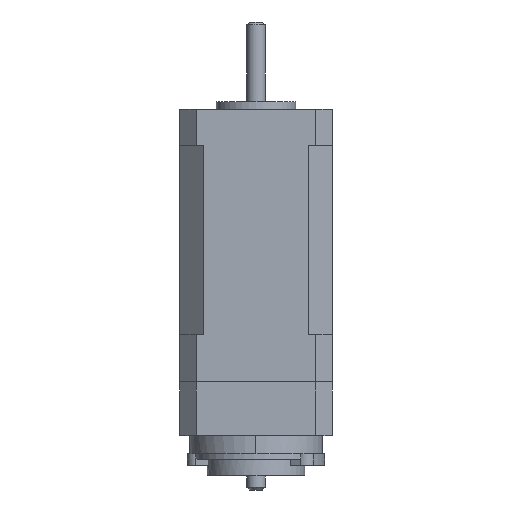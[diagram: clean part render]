
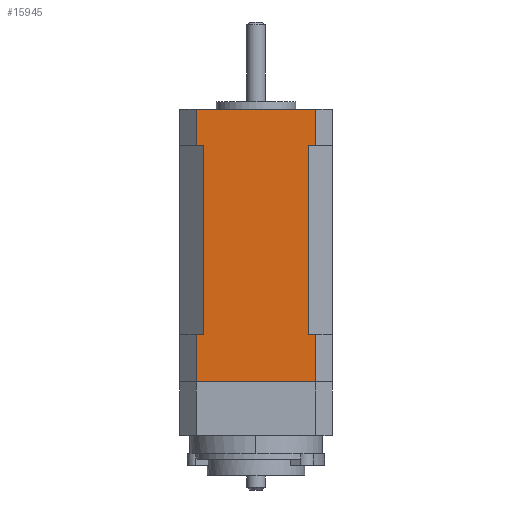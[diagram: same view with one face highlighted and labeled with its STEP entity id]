
A CAD part, front view. The second image highlights one B-rep face of the part: STEP entity #15945.
In plain terms, the highlighted planar face has unit normal (0, -1, 0).
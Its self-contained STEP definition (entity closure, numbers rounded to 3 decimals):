
#117 = EDGE_CURVE ( 'NONE', #884, #9034, #3681, .T. ) ;
#165 = LINE ( 'NONE', #10710, #15816 ) ;
#234 = DIRECTION ( 'NONE',  ( 0., 0., 1. ) ) ;
#359 = VECTOR ( 'NONE', #9496, 1000. ) ;
#583 = EDGE_CURVE ( 'NONE', #3220, #14889, #7650, .T. ) ;
#884 = VERTEX_POINT ( 'NONE', #14174 ) ;
#931 = CARTESIAN_POINT ( 'NONE',  ( -16.5, -21., -62.1 ) ) ;
#946 = VECTOR ( 'NONE', #9857, 1000. ) ;
#991 = LINE ( 'NONE', #3899, #14682 ) ;
#1469 = DIRECTION ( 'NONE',  ( 0., -1., 0. ) ) ;
#1635 = VERTEX_POINT ( 'NONE', #11539 ) ;
#2112 = ORIENTED_EDGE ( 'NONE', *, *, #117, .T. ) ;
#2123 = LINE ( 'NONE', #16548, #4746 ) ;
#2276 = DIRECTION ( 'NONE',  ( 0., 0., 1. ) ) ;
#2307 = LINE ( 'NONE', #11314, #8678 ) ;
#2461 = LINE ( 'NONE', #3677, #9520 ) ;
#2563 = LINE ( 'NONE', #4192, #5325 ) ;
#2801 = LINE ( 'NONE', #14491, #15294 ) ;
#3014 = CARTESIAN_POINT ( 'NONE',  ( 16.5, -21., -75.2 ) ) ;
#3033 = CARTESIAN_POINT ( 'NONE',  ( -21., -21., -10. ) ) ;
#3220 = VERTEX_POINT ( 'NONE', #13754 ) ;
#3295 = CARTESIAN_POINT ( 'NONE',  ( -16.5, -21., 0. ) ) ;
#3380 = ORIENTED_EDGE ( 'NONE', *, *, #13909, .T. ) ;
#3677 = CARTESIAN_POINT ( 'NONE',  ( 21., -21., -75.2 ) ) ;
#3681 = LINE ( 'NONE', #11482, #15153 ) ;
#3747 = CARTESIAN_POINT ( 'NONE',  ( 16.5, -21., 0. ) ) ;
#3790 = VERTEX_POINT ( 'NONE', #14069 ) ;
#3842 = DIRECTION ( 'NONE',  ( 1., 0., 0. ) ) ;
#3899 = CARTESIAN_POINT ( 'NONE',  ( -14.402, -21., -62.1 ) ) ;
#4192 = CARTESIAN_POINT ( 'NONE',  ( 16.5, -21., -10. ) ) ;
#4220 = ORIENTED_EDGE ( 'NONE', *, *, #14510, .T. ) ;
#4355 = ORIENTED_EDGE ( 'NONE', *, *, #12625, .F. ) ;
#4648 = VERTEX_POINT ( 'NONE', #3014 ) ;
#4718 = ORIENTED_EDGE ( 'NONE', *, *, #11245, .F. ) ;
#4746 = VECTOR ( 'NONE', #11291, 1000. ) ;
#5013 = CARTESIAN_POINT ( 'NONE',  ( 14.402, -21., -62.1 ) ) ;
#5134 = CARTESIAN_POINT ( 'NONE',  ( 21., -21., -62.1 ) ) ;
#5325 = VECTOR ( 'NONE', #234, 1000. ) ;
#5344 = ORIENTED_EDGE ( 'NONE', *, *, #583, .T. ) ;
#5873 = CARTESIAN_POINT ( 'NONE',  ( 14.402, -21., -62.1 ) ) ;
#6785 = ORIENTED_EDGE ( 'NONE', *, *, #14859, .T. ) ;
#7386 = VERTEX_POINT ( 'NONE', #3747 ) ;
#7437 = EDGE_CURVE ( 'NONE', #3220, #12151, #991, .T. ) ;
#7583 = DIRECTION ( 'NONE',  ( -1., 0., 0. ) ) ;
#7650 = LINE ( 'NONE', #5134, #14044 ) ;
#7669 = DIRECTION ( 'NONE',  ( -1., 0., 0. ) ) ;
#8079 = DIRECTION ( 'NONE',  ( 1., 0., 0. ) ) ;
#8399 = EDGE_CURVE ( 'NONE', #14889, #10120, #16147, .T. ) ;
#8641 = VERTEX_POINT ( 'NONE', #15676 ) ;
#8678 = VECTOR ( 'NONE', #14071, 1000. ) ;
#9034 = VERTEX_POINT ( 'NONE', #5013 ) ;
#9139 = CARTESIAN_POINT ( 'NONE',  ( -16.5, -21., -10. ) ) ;
#9496 = DIRECTION ( 'NONE',  ( 0., 0., -1. ) ) ;
#9520 = VECTOR ( 'NONE', #7583, 1000. ) ;
#9605 = DIRECTION ( 'NONE',  ( -1., 0., 0. ) ) ;
#9675 = LINE ( 'NONE', #5873, #946 ) ;
#9803 = EDGE_CURVE ( 'NONE', #8641, #7386, #2563, .T. ) ;
#9857 = DIRECTION ( 'NONE',  ( 0., 0., 1. ) ) ;
#10120 = VERTEX_POINT ( 'NONE', #15607 ) ;
#10365 = DIRECTION ( 'NONE',  ( 0., 0., -1. ) ) ;
#10645 = DIRECTION ( 'NONE',  ( 0., 0., -1. ) ) ;
#10710 = CARTESIAN_POINT ( 'NONE',  ( -16.5, -21., -10. ) ) ;
#10954 = ORIENTED_EDGE ( 'NONE', *, *, #11319, .T. ) ;
#11245 = EDGE_CURVE ( 'NONE', #4648, #10120, #2461, .T. ) ;
#11291 = DIRECTION ( 'NONE',  ( 1., 0., 0. ) ) ;
#11314 = CARTESIAN_POINT ( 'NONE',  ( 16.5, -21., -10. ) ) ;
#11319 = EDGE_CURVE ( 'NONE', #1635, #8641, #13352, .T. ) ;
#11482 = CARTESIAN_POINT ( 'NONE',  ( 21., -21., -62.1 ) ) ;
#11539 = CARTESIAN_POINT ( 'NONE',  ( 14.402, -21., -10. ) ) ;
#12151 = VERTEX_POINT ( 'NONE', #15810 ) ;
#12290 = VECTOR ( 'NONE', #3842, 1000. ) ;
#12625 = EDGE_CURVE ( 'NONE', #14266, #7386, #2801, .T. ) ;
#12856 = ORIENTED_EDGE ( 'NONE', *, *, #8399, .T. ) ;
#13315 = EDGE_CURVE ( 'NONE', #9034, #1635, #9675, .T. ) ;
#13352 = LINE ( 'NONE', #15694, #12290 ) ;
#13371 = EDGE_LOOP ( 'NONE', ( #4355, #4220, #3380, #13704, #5344, #12856, #4718, #6785, #2112, #13666, #10954, #13389 ) ) ;
#13388 = AXIS2_PLACEMENT_3D ( 'NONE', #3033, #1469, #10645 ) ;
#13389 = ORIENTED_EDGE ( 'NONE', *, *, #9803, .T. ) ;
#13666 = ORIENTED_EDGE ( 'NONE', *, *, #13315, .T. ) ;
#13704 = ORIENTED_EDGE ( 'NONE', *, *, #7437, .F. ) ;
#13754 = CARTESIAN_POINT ( 'NONE',  ( -14.402, -21., -62.1 ) ) ;
#13909 = EDGE_CURVE ( 'NONE', #3790, #12151, #2123, .T. ) ;
#14044 = VECTOR ( 'NONE', #9605, 1000. ) ;
#14069 = CARTESIAN_POINT ( 'NONE',  ( -16.5, -21., -10. ) ) ;
#14071 = DIRECTION ( 'NONE',  ( 0., 0., 1. ) ) ;
#14174 = CARTESIAN_POINT ( 'NONE',  ( 16.5, -21., -62.1 ) ) ;
#14266 = VERTEX_POINT ( 'NONE', #3295 ) ;
#14491 = CARTESIAN_POINT ( 'NONE',  ( -21., -21., 0. ) ) ;
#14510 = EDGE_CURVE ( 'NONE', #14266, #3790, #165, .T. ) ;
#14541 = FACE_OUTER_BOUND ( 'NONE', #13371, .T. ) ;
#14682 = VECTOR ( 'NONE', #2276, 1000. ) ;
#14859 = EDGE_CURVE ( 'NONE', #4648, #884, #2307, .T. ) ;
#14889 = VERTEX_POINT ( 'NONE', #931 ) ;
#15153 = VECTOR ( 'NONE', #7669, 1000. ) ;
#15294 = VECTOR ( 'NONE', #8079, 1000. ) ;
#15607 = CARTESIAN_POINT ( 'NONE',  ( -16.5, -21., -75.2 ) ) ;
#15676 = CARTESIAN_POINT ( 'NONE',  ( 16.5, -21., -10. ) ) ;
#15694 = CARTESIAN_POINT ( 'NONE',  ( -21., -21., -10. ) ) ;
#15810 = CARTESIAN_POINT ( 'NONE',  ( -14.402, -21., -10. ) ) ;
#15816 = VECTOR ( 'NONE', #10365, 1000. ) ;
#15818 = PLANE ( 'NONE',  #13388 ) ;
#15945 = ADVANCED_FACE ( 'NONE', ( #14541 ), #15818, .T. ) ;
#16147 = LINE ( 'NONE', #9139, #359 ) ;
#16548 = CARTESIAN_POINT ( 'NONE',  ( -21., -21., -10. ) ) ;
